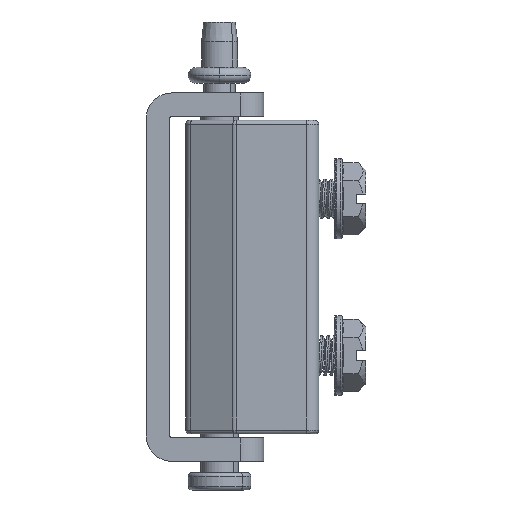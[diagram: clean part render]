
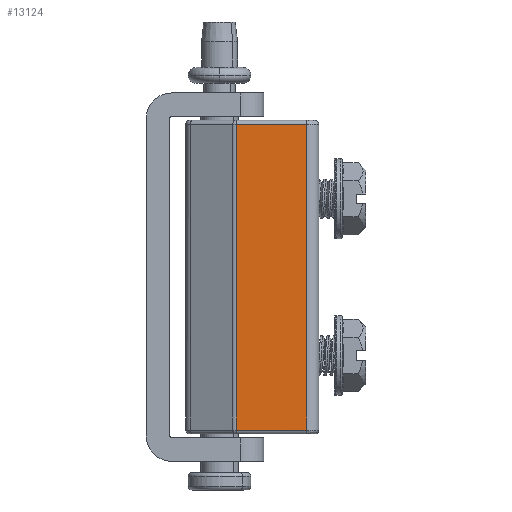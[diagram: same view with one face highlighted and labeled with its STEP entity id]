
A CAD part, left-side view. The second image highlights one B-rep face of the part: STEP entity #13124.
In plain terms, the highlighted planar face has unit normal (-1, 0, 0).
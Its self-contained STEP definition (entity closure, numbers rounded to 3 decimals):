
#8 = CARTESIAN_POINT ( 'NONE',  ( -42.125, -0.851, -19.5 ) ) ;
#262 = ORIENTED_EDGE ( 'NONE', *, *, #5065, .F. ) ;
#560 = EDGE_CURVE ( 'NONE', #12648, #4585, #6493, .T. ) ;
#883 = CARTESIAN_POINT ( 'NONE',  ( -42.125, 3.66, 19.5 ) ) ;
#945 = CARTESIAN_POINT ( 'NONE',  ( -42.125, -0.851, 0. ) ) ;
#1049 = VECTOR ( 'NONE', #15282, 1000. ) ;
#1190 = VECTOR ( 'NONE', #8804, 1000. ) ;
#1637 = VECTOR ( 'NONE', #15344, 1000. ) ;
#2144 = LINE ( 'NONE', #883, #1190 ) ;
#3062 = ORIENTED_EDGE ( 'NONE', *, *, #560, .T. ) ;
#3194 = ORIENTED_EDGE ( 'NONE', *, *, #14492, .T. ) ;
#4051 = DIRECTION ( 'NONE',  ( 0., -1., 0. ) ) ;
#4585 = VERTEX_POINT ( 'NONE', #7192 ) ;
#4994 = CARTESIAN_POINT ( 'NONE',  ( -42.125, 8.171, 19.5 ) ) ;
#5065 = EDGE_CURVE ( 'NONE', #12648, #12625, #2144, .T. ) ;
#5483 = EDGE_LOOP ( 'NONE', ( #262, #3062, #14788, #3194 ) ) ;
#6027 = DIRECTION ( 'NONE',  ( 0., -1., 0. ) ) ;
#6071 = EDGE_CURVE ( 'NONE', #4585, #10903, #8056, .T. ) ;
#6255 = CARTESIAN_POINT ( 'NONE',  ( -42.125, -0.851, 19.5 ) ) ;
#6477 = FACE_OUTER_BOUND ( 'NONE', #5483, .T. ) ;
#6493 = LINE ( 'NONE', #13918, #1637 ) ;
#7192 = CARTESIAN_POINT ( 'NONE',  ( -42.125, 8.171, -19.5 ) ) ;
#8056 = LINE ( 'NONE', #8227, #13399 ) ;
#8227 = CARTESIAN_POINT ( 'NONE',  ( -42.125, 3.66, -19.5 ) ) ;
#8804 = DIRECTION ( 'NONE',  ( 0., -1., 0. ) ) ;
#9594 = AXIS2_PLACEMENT_3D ( 'NONE', #14161, #14478, #4051 ) ;
#10903 = VERTEX_POINT ( 'NONE', #8 ) ;
#11645 = PLANE ( 'NONE',  #9594 ) ;
#12625 = VERTEX_POINT ( 'NONE', #6255 ) ;
#12648 = VERTEX_POINT ( 'NONE', #4994 ) ;
#13124 = ADVANCED_FACE ( 'NONE', ( #6477 ), #11645, .F. ) ;
#13399 = VECTOR ( 'NONE', #6027, 1000. ) ;
#13918 = CARTESIAN_POINT ( 'NONE',  ( -42.125, 8.171, 0. ) ) ;
#14161 = CARTESIAN_POINT ( 'NONE',  ( -42.125, 8.171, 19.5 ) ) ;
#14478 = DIRECTION ( 'NONE',  ( 1., 0., 0. ) ) ;
#14492 = EDGE_CURVE ( 'NONE', #10903, #12625, #16374, .T. ) ;
#14788 = ORIENTED_EDGE ( 'NONE', *, *, #6071, .T. ) ;
#15282 = DIRECTION ( 'NONE',  ( 0., 0., 1. ) ) ;
#15344 = DIRECTION ( 'NONE',  ( 0., 0., -1. ) ) ;
#16374 = LINE ( 'NONE', #945, #1049 ) ;
